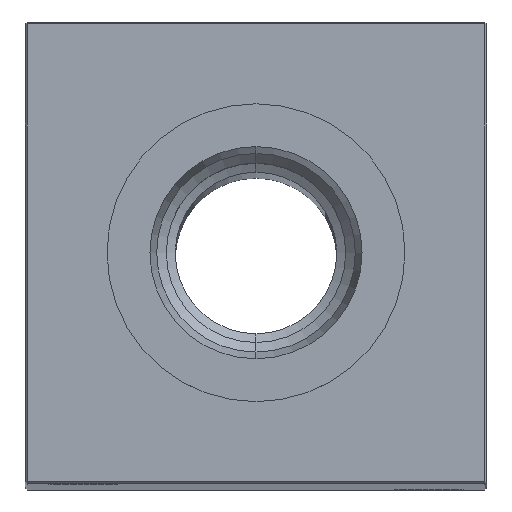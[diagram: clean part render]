
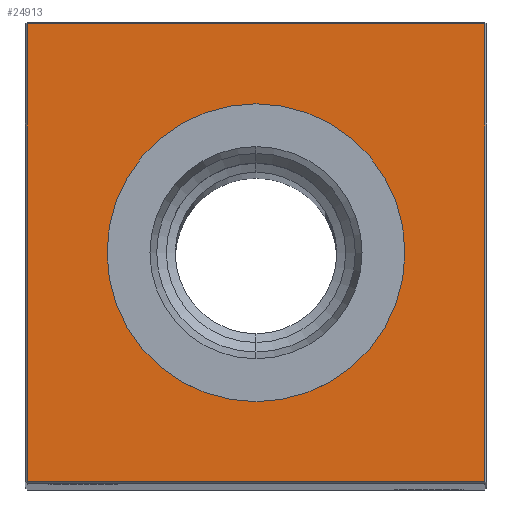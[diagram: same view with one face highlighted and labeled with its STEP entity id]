
A CAD part, top view. The second image highlights one B-rep face of the part: STEP entity #24913.
In plain terms, the highlighted planar face has unit normal (0, 0, 1).
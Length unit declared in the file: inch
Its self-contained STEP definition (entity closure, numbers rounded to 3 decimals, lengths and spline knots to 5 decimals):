
#117 = LINE ( 'NONE', #23843, #14952 ) ;
#1227 = CARTESIAN_POINT ( 'NONE',  ( -1.24, 1.24, 20.5 ) ) ;
#1611 = CARTESIAN_POINT ( 'NONE',  ( 0., 0., 20.5 ) ) ;
#1779 = VERTEX_POINT ( 'NONE', #7261 ) ;
#1847 = EDGE_CURVE ( 'NONE', #26622, #1779, #10593, .T. ) ;
#1927 = PLANE ( 'NONE',  #4648 ) ;
#2525 = ORIENTED_EDGE ( 'NONE', *, *, #1847, .T. ) ;
#2583 = VERTEX_POINT ( 'NONE', #7857 ) ;
#2625 = CARTESIAN_POINT ( 'NONE',  ( 1.24, -1.24, 20.5 ) ) ;
#3417 = VERTEX_POINT ( 'NONE', #2625 ) ;
#4453 = CARTESIAN_POINT ( 'NONE',  ( -1.24, -1.24, 20.5 ) ) ;
#4648 = AXIS2_PLACEMENT_3D ( 'NONE', #17295, #21799, #17434 ) ;
#4810 = ORIENTED_EDGE ( 'NONE', *, *, #14306, .T. ) ;
#5983 = DIRECTION ( 'NONE',  ( -1., 0., 0. ) ) ;
#7261 = CARTESIAN_POINT ( 'NONE',  ( 0., -0.80709, 20.5 ) ) ;
#7460 = AXIS2_PLACEMENT_3D ( 'NONE', #15386, #17763, #22004 ) ;
#7492 = VERTEX_POINT ( 'NONE', #4453 ) ;
#7857 = CARTESIAN_POINT ( 'NONE',  ( 1.24, 1.24, 20.5 ) ) ;
#8689 = FACE_OUTER_BOUND ( 'NONE', #18549, .T. ) ;
#8763 = ORIENTED_EDGE ( 'NONE', *, *, #25731, .T. ) ;
#10549 = DIRECTION ( 'NONE',  ( 1., 0., 0. ) ) ;
#10593 = CIRCLE ( 'NONE', #24121, 0.80709 ) ;
#11046 = DIRECTION ( 'NONE',  ( -1., 0., 0. ) ) ;
#12212 = ORIENTED_EDGE ( 'NONE', *, *, #22028, .T. ) ;
#12866 = CARTESIAN_POINT ( 'NONE',  ( 0., 0.80709, 20.5 ) ) ;
#13024 = VECTOR ( 'NONE', #17482, 39.37008 ) ;
#13388 = LINE ( 'NONE', #19860, #13024 ) ;
#14097 = ORIENTED_EDGE ( 'NONE', *, *, #24396, .T. ) ;
#14306 = EDGE_CURVE ( 'NONE', #3417, #2583, #13388, .T. ) ;
#14801 = DIRECTION ( 'NONE',  ( 0., -1., 0. ) ) ;
#14952 = VECTOR ( 'NONE', #14801, 39.37008 ) ;
#15386 = CARTESIAN_POINT ( 'NONE',  ( 0., 0., 20.5 ) ) ;
#15409 = CARTESIAN_POINT ( 'NONE',  ( 0., 1.24, 20.5 ) ) ;
#15873 = VECTOR ( 'NONE', #10549, 39.37008 ) ;
#16706 = DIRECTION ( 'NONE',  ( 0., 0., -1. ) ) ;
#17295 = CARTESIAN_POINT ( 'NONE',  ( 0., 0., 20.5 ) ) ;
#17434 = DIRECTION ( 'NONE',  ( -1., 0., 0. ) ) ;
#17482 = DIRECTION ( 'NONE',  ( 0., 1., 0. ) ) ;
#17763 = DIRECTION ( 'NONE',  ( 0., 0., -1. ) ) ;
#18089 = VERTEX_POINT ( 'NONE', #1227 ) ;
#18549 = EDGE_LOOP ( 'NONE', ( #12212, #25377, #4810, #14097 ) ) ;
#19860 = CARTESIAN_POINT ( 'NONE',  ( 1.24, 0., 20.5 ) ) ;
#20982 = EDGE_LOOP ( 'NONE', ( #2525, #8763 ) ) ;
#21681 = CARTESIAN_POINT ( 'NONE',  ( 0., -1.24, 20.5 ) ) ;
#21799 = DIRECTION ( 'NONE',  ( 0., 0., -1. ) ) ;
#22004 = DIRECTION ( 'NONE',  ( -1., 0., 0. ) ) ;
#22028 = EDGE_CURVE ( 'NONE', #18089, #7492, #117, .T. ) ;
#23843 = CARTESIAN_POINT ( 'NONE',  ( -1.24, 0., 20.5 ) ) ;
#24003 = EDGE_CURVE ( 'NONE', #7492, #3417, #26205, .T. ) ;
#24045 = VECTOR ( 'NONE', #11046, 39.37008 ) ;
#24121 = AXIS2_PLACEMENT_3D ( 'NONE', #1611, #16706, #5983 ) ;
#24396 = EDGE_CURVE ( 'NONE', #2583, #18089, #26558, .T. ) ;
#24913 = ADVANCED_FACE ( 'NONE', ( #8689, #27762 ), #1927, .F. ) ;
#25377 = ORIENTED_EDGE ( 'NONE', *, *, #24003, .T. ) ;
#25731 = EDGE_CURVE ( 'NONE', #1779, #26622, #27766, .T. ) ;
#26205 = LINE ( 'NONE', #21681, #15873 ) ;
#26558 = LINE ( 'NONE', #15409, #24045 ) ;
#26622 = VERTEX_POINT ( 'NONE', #12866 ) ;
#27762 = FACE_BOUND ( 'NONE', #20982, .T. ) ;
#27766 = CIRCLE ( 'NONE', #7460, 0.80709 ) ;
